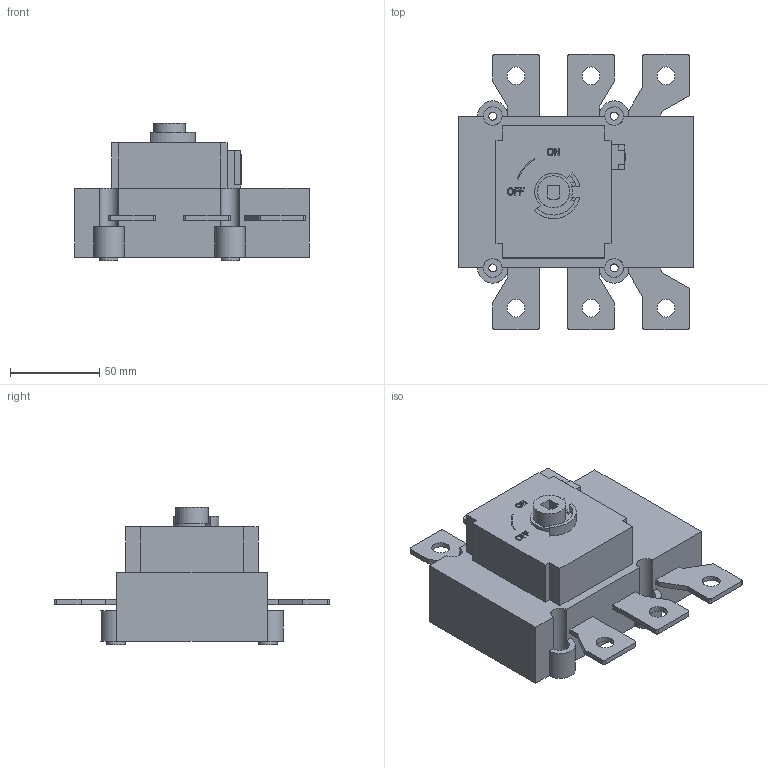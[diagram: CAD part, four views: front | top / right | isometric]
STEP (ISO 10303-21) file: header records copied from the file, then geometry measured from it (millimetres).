
FILE_DESCRIPTION((''),'2;1');
FILE_NAME('Int S5000-200-250A 3P Pala (2010-09).stp','2010-09-06T08:21:48',('david'),(''),'Autodesk Inventor 2010','Autodesk Inventor 2010','');
FILE_SCHEMA(('AUTOMOTIVE_DESIGN { 1 0 10303 214 1 1 1 1 }'));
Length unit declared in the file: millimetre
Products named in the file (1): Int S5000-200-250A 3P Pala (2010-09)
Bounding box: 131.2 x 154 x 76.95 mm (x, y, z)
Volume: 563657.7 mm3; surface area: 63037.1 mm2
Topology: 1 solids, 1 shells, 237 faces, 634 edges, 423 vertices
Faces by surface type: plane 158, cylinder 51, bspline 28
Full cylindrical faces by diameter (mm): 4.5 x4, 10 x6, 10.281 x4, 10.5 x4, 18 x1, 18.1 x1
Entity records: 8207 total; most frequent: CARTESIAN_POINT 2125, ORIENTED_EDGE 1218, DIRECTION 1081, EDGE_CURVE 609, VECTOR 445, LINE 445, VERTEX_POINT 418, AXIS2_PLACEMENT_3D 318
